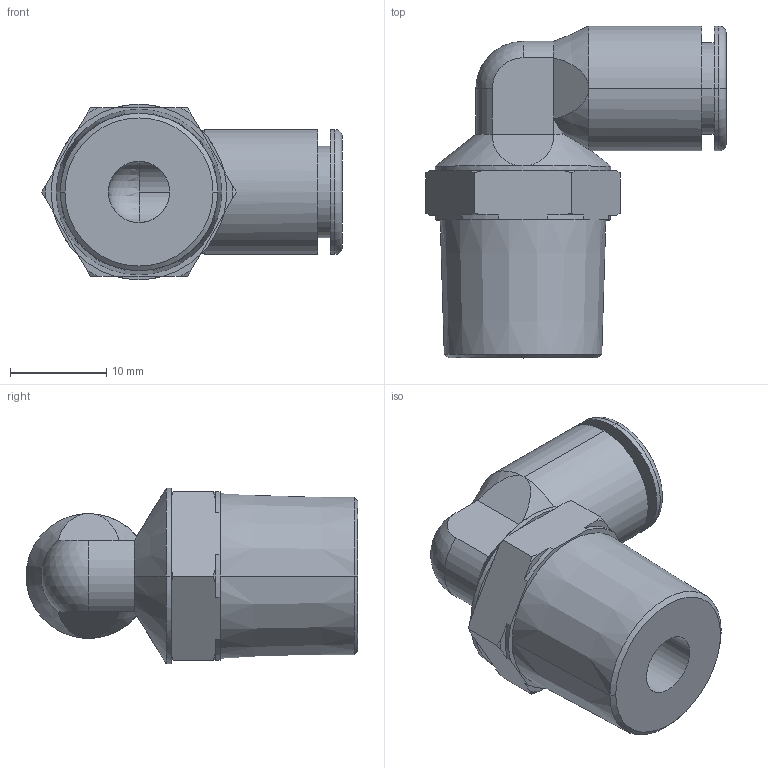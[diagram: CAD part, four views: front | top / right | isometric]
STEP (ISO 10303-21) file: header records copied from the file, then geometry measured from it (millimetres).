
FILE_DESCRIPTION((''),'2;1');
FILE_NAME('ILCP3032100','2006-11-21T',('KR'),(''),'PRO/ENGINEER BY PARAMETRIC TECHNOLOGY CORPORATION, 2005180','PRO/ENGINEER BY PARAMETRIC TECHNOLOGY CORPORATION, 2005180','');
FILE_SCHEMA(('AUTOMOTIVE_DESIGN_CC2 { 1 2 10303 214 -1 1 5 2 }'));
Length unit declared in the file: inch
Products named in the file (1): ILCP3032100
Bounding box: 31.17 x 34.42 x 18.19 mm (x, y, z)
Volume: 6208 mm3; surface area: 3626.5 mm2
Topology: 1 solids, 1 shells, 83 faces, 204 edges, 124 vertices
Faces by surface type: plane 35, cylinder 22, cone 22, sphere 2, torus 2
Entity records: 2722 total; most frequent: CARTESIAN_POINT 662, DIRECTION 411, ORIENTED_EDGE 404, EDGE_CURVE 202, AXIS2_PLACEMENT_3D 165, VERTEX_POINT 124, COLOUR_RGB 105, EDGE_LOOP 88
